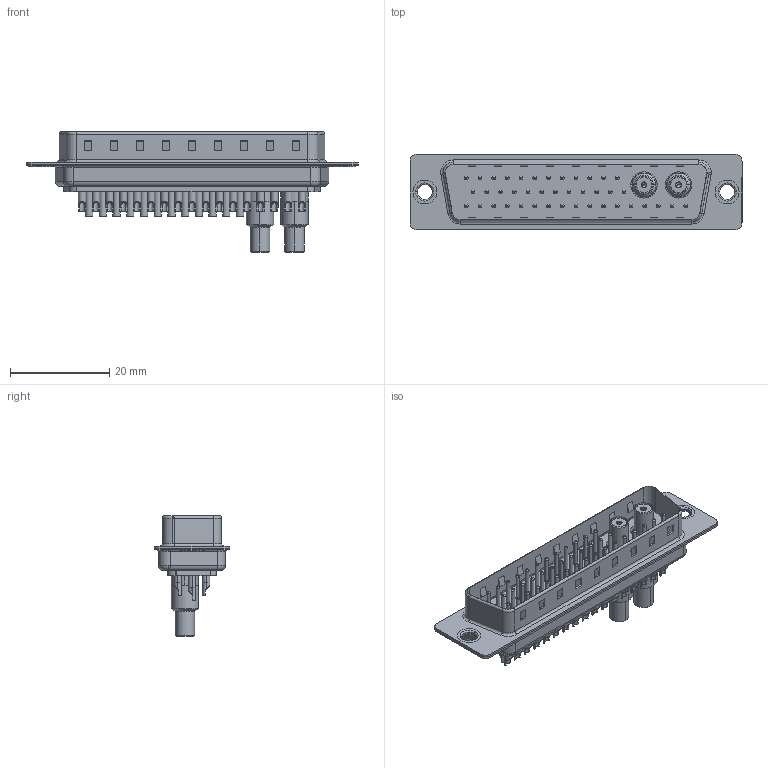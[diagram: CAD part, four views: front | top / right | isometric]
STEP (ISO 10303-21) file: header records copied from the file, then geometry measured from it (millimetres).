
FILE_DESCRIPTION (( 'STEP AP203' ), '1' );
FILE_NAME ('627-43W2622-5N1.STEP', '2019-06-20T02:24:56', ( '' ), ( '' ), 'SwSTEP 2.0', 'SolidWorks 2016', '' );
FILE_SCHEMA (( 'CONFIG_CONTROL_DESIGN' ));
Length unit declared in the file: millimetre
Products named in the file (15): Co-Ax Jack Assy_SC; 627Combo Shell Front_50 Contacts; 627Combo Contact Row 1_22; 627Combo Thru Hole Rivet; 627Combo Contact Row 2_22L; Co-Ax Jack_Solder Cup Tail; 627Combo Contact Row 3_22; Insulator Socket; 627-43W2622-5N1; Insulator Socket 2; Locking Collar; Socket_Solder Cup; 627Combo Housing_43W2; Solder Cover; 627Combo Shell Rear_50 Contacts
Assembly tree (54 placements, depth 3):
  627-43W2622-5N1
    627Combo Housing_43W2
    627Combo Shell Rear_50 Contacts
    627Combo Shell Front_50 Contacts
    627Combo Thru Hole Rivet  x2
    Co-Ax Jack Assy_SC  x2
      Co-Ax Jack_Solder Cup Tail
      Insulator Socket
      Insulator Socket 2
      Locking Collar
      Socket_Solder Cup
      Solder Cover
    627Combo Contact Row 1_22  x12
    627Combo Contact Row 2_22L  x12
    627Combo Contact Row 3_22  x17
Bounding box: 67 x 15.3 x 24.3 mm (x, y, z)
Volume: 4787.3 mm3; surface area: 12645.4 mm2
Topology: 58 solids, 58 shells, 2163 faces, 4997 edges, 3053 vertices
Faces by surface type: cylinder 909, plane 652, torus 476, cone 122, bspline 4
Entity records: 29887 total; most frequent: DIRECTION 5098, CARTESIAN_POINT 4810, ORIENTED_EDGE 4320, EDGE_CURVE 2160, AXIS2_PLACEMENT_3D 2025, VERTEX_POINT 1379, EDGE_LOOP 1171, CIRCLE 1053
